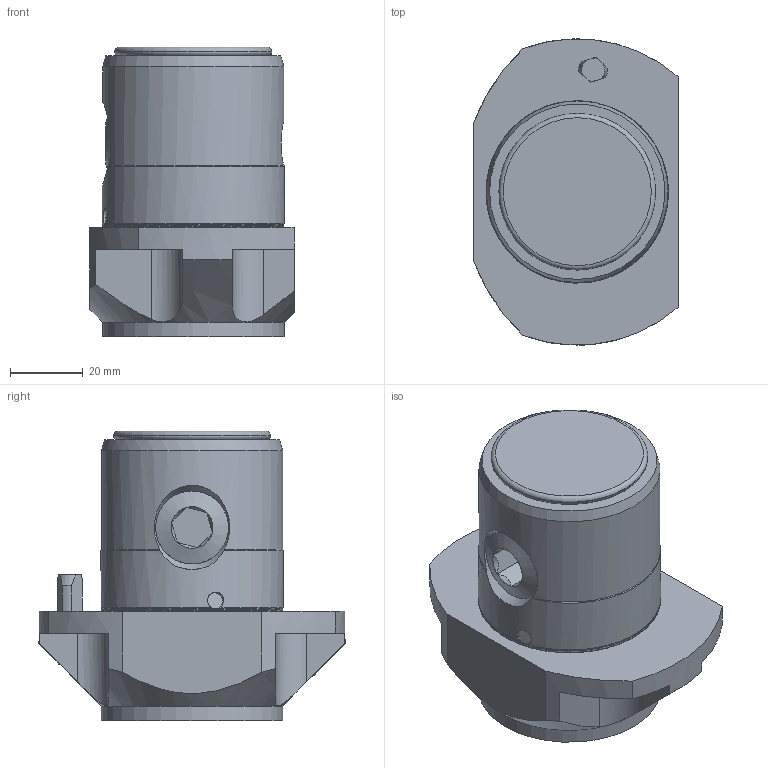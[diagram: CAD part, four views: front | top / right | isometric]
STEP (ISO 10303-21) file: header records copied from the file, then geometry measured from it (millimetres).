
FILE_DESCRIPTION(/* description */ (''),/* implementation_level */ '2;1');
FILE_NAME(/* name */ '1619611232417.stp',/* time_stamp */ '2021-04-28T14:00:44+02:00',/* author */ (''),/* organization */ ('SMS'),/* preprocessor_version */ 'ST-DEVELOPER v16.7',/* originating_system */ 'SIEMENS PLM Software NX 12.0',/* authorisation */ '');
FILE_SCHEMA (('AUTOMOTIVE_DESIGN { 1 0 10303 214 3 1 1 1 }'));
Length unit declared in the file: millimetre
Products named in the file (1): 203513601mod000_00
Bounding box: 56 x 83.97 x 79.4 mm (x, y, z)
Volume: 153600 mm3; surface area: 25765.9 mm2
Topology: 1 solids, 1 shells, 93 faces, 250 edges, 168 vertices
Faces by surface type: plane 42, cone 24, cylinder 23, torus 4
Full cylindrical faces by diameter (mm): 2.1 x1, 3 x1, 4.5 x1, 12.5 x1, 20 x1, 43 x1, 49.7 x1, 49.8 x2, 50 x1
Entity records: 3088 total; most frequent: CARTESIAN_POINT 904, ORIENTED_EDGE 438, DIRECTION 426, EDGE_CURVE 219, AXIS2_PLACEMENT_3D 174, VERTEX_POINT 152, EDGE_LOOP 117, ADVANCED_FACE 93
